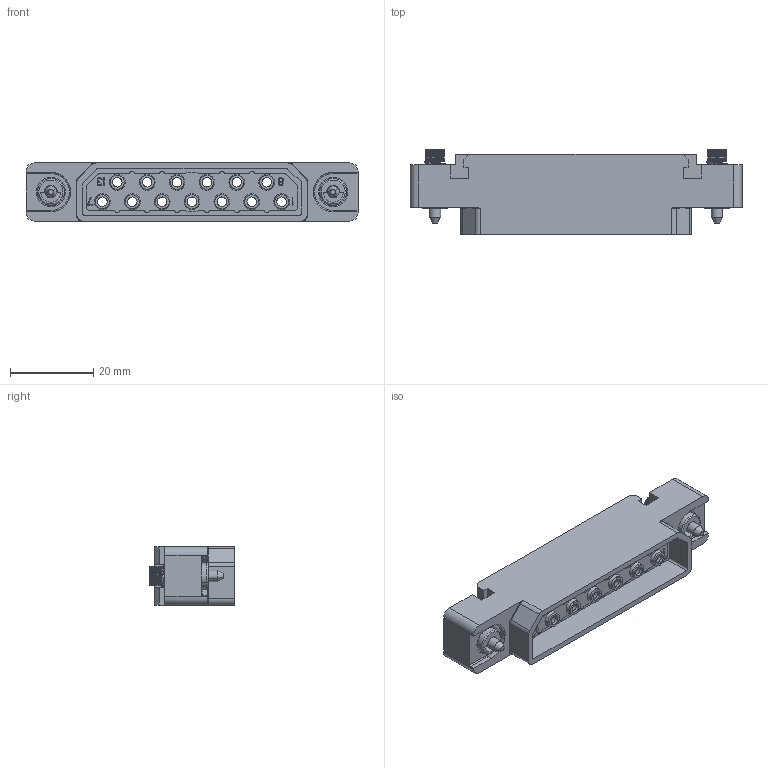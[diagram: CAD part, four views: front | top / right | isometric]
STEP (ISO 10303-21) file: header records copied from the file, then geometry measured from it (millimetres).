
FILE_DESCRIPTION((''),'2;1');
FILE_NAME('1900ND05P2A00A_3','2019-10-30T',('presta_be4'),(''),'CREO PARAMETRIC BY PTC INC, 2018360','CREO PARAMETRIC BY PTC INC, 2018360','');
FILE_SCHEMA(('CONFIG_CONTROL_DESIGN'));
Length unit declared in the file: millimetre
Products named in the file (1): 1900ND05P2A00A_3
Bounding box: 80 x 20.41 x 14 mm (x, y, z)
Volume: 10444.2 mm3; surface area: 11917.5 mm2
Topology: 9 solids, 9 shells, 1533 faces, 4226 edges, 2740 vertices
Faces by surface type: plane 791, cylinder 510, cone 140, torus 52, extrusion 28, bspline 12
Entity records: 51998 total; most frequent: CARTESIAN_POINT 12733, ORIENTED_EDGE 8444, DIRECTION 7862, EDGE_CURVE 4222, VERTEX_POINT 2740, AXIS2_PLACEMENT_3D 2635, VECTOR 2592, LINE 2564
